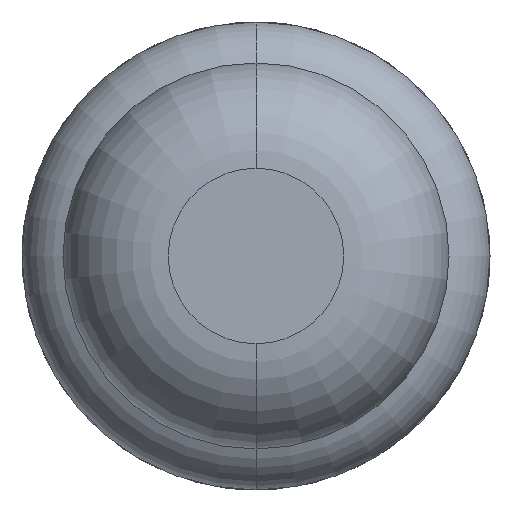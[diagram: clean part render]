
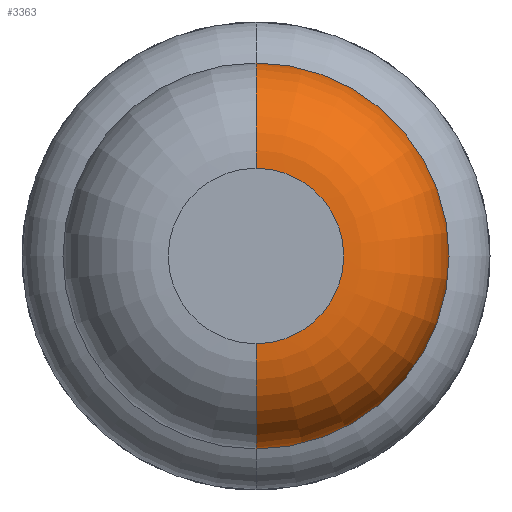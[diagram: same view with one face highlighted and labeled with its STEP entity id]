
A CAD part, front view. The second image highlights one B-rep face of the part: STEP entity #3363.
In plain terms, the highlighted toroidal (fillet/blend) face has major radius 0.375 mm and minor radius 0.45 mm.
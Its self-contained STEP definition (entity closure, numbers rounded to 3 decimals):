
#42 = CARTESIAN_POINT ( 'NONE',  ( 0., -23.55, 0. ) ) ;
#67 = CIRCLE ( 'NONE', #1921, 0.825 ) ;
#84 = CIRCLE ( 'NONE', #2798, 0.45 ) ;
#294 = ORIENTED_EDGE ( 'NONE', *, *, #1254, .T. ) ;
#315 = EDGE_CURVE ( 'NONE', #1830, #683, #2398, .T. ) ;
#323 = DIRECTION ( 'NONE',  ( 0., 0., -1. ) ) ;
#544 = CIRCLE ( 'NONE', #3450, 0.375 ) ;
#554 = CARTESIAN_POINT ( 'NONE',  ( 0., -24., 0. ) ) ;
#589 = CARTESIAN_POINT ( 'NONE',  ( 0., -23.55, 0. ) ) ;
#631 = VERTEX_POINT ( 'NONE', #3211 ) ;
#683 = VERTEX_POINT ( 'NONE', #922 ) ;
#769 = CARTESIAN_POINT ( 'NONE',  ( 0., -23.55, 0.375 ) ) ;
#848 = DIRECTION ( 'NONE',  ( 0., 1., 0. ) ) ;
#922 = CARTESIAN_POINT ( 'NONE',  ( 0., -23.55, 0.825 ) ) ;
#1146 = DIRECTION ( 'NONE',  ( 0., 0., 1. ) ) ;
#1159 = CARTESIAN_POINT ( 'NONE',  ( 0., -23.55, -0.825 ) ) ;
#1254 = EDGE_CURVE ( 'Defeature ausgef�hrt1_2+Defeature ausgef�hrt1_1+Defeature ausgef�hrt1_1+Defeature ausgef�hrt1_1', #1830, #631, #544, .T. ) ;
#1286 = ORIENTED_EDGE ( 'NONE', *, *, #3383, .T. ) ;
#1373 = CARTESIAN_POINT ( 'NONE',  ( 0., -24., 0.375 ) ) ;
#1458 = EDGE_CURVE ( 'Defeature ausgef�hrt1_3+Defeature ausgef�hrt1_2+Defeature ausgef�hrt1_2+Defeature ausgef�hrt1_2', #683, #1481, #67, .T. ) ;
#1481 = VERTEX_POINT ( 'NONE', #1159 ) ;
#1682 = FACE_OUTER_BOUND ( 'NONE', #2868, .T. ) ;
#1830 = VERTEX_POINT ( 'NONE', #1373 ) ;
#1921 = AXIS2_PLACEMENT_3D ( 'NONE', #589, #2723, #2981 ) ;
#2142 = CARTESIAN_POINT ( 'NONE',  ( 0., -23.55, -0.375 ) ) ;
#2171 = DIRECTION ( 'NONE',  ( 1., 0., 0. ) ) ;
#2184 = DIRECTION ( 'NONE',  ( 0., 1., 0. ) ) ;
#2232 = ORIENTED_EDGE ( 'NONE', *, *, #1458, .F. ) ;
#2398 = CIRCLE ( 'NONE', #2553, 0.45 ) ;
#2553 = AXIS2_PLACEMENT_3D ( 'NONE', #769, #3507, #2861 ) ;
#2723 = DIRECTION ( 'NONE',  ( 0., 1., 0. ) ) ;
#2798 = AXIS2_PLACEMENT_3D ( 'NONE', #2142, #2171, #323 ) ;
#2832 = ORIENTED_EDGE ( 'NONE', *, *, #315, .F. ) ;
#2861 = DIRECTION ( 'NONE',  ( 0., 0., 1. ) ) ;
#2868 = EDGE_LOOP ( 'NONE', ( #294, #1286, #2232, #2832 ) ) ;
#2981 = DIRECTION ( 'NONE',  ( 0., 0., 1. ) ) ;
#3211 = CARTESIAN_POINT ( 'NONE',  ( 0., -24., -0.375 ) ) ;
#3363 = ADVANCED_FACE ( 'Defeature ausgef�hrt1_2', ( #1682 ), #3935, .T. ) ;
#3368 = DIRECTION ( 'NONE',  ( 0., 0., 1. ) ) ;
#3383 = EDGE_CURVE ( 'NONE', #631, #1481, #84, .T. ) ;
#3450 = AXIS2_PLACEMENT_3D ( 'NONE', #554, #848, #1146 ) ;
#3507 = DIRECTION ( 'NONE',  ( -1., 0., 0. ) ) ;
#3884 = AXIS2_PLACEMENT_3D ( 'NONE', #42, #2184, #3368 ) ;
#3935 = TOROIDAL_SURFACE ( 'NONE', #3884, 0.375, 0.45 ) ;
